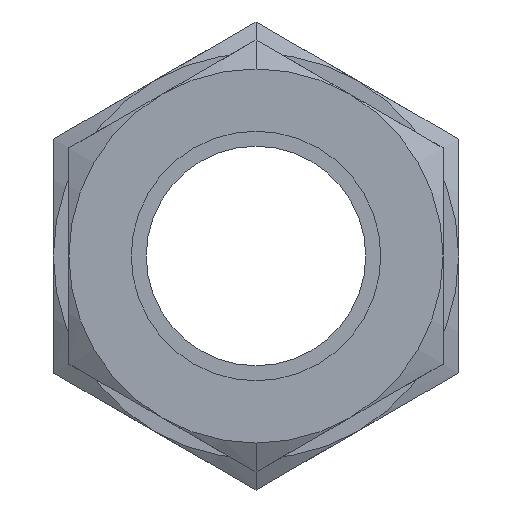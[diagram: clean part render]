
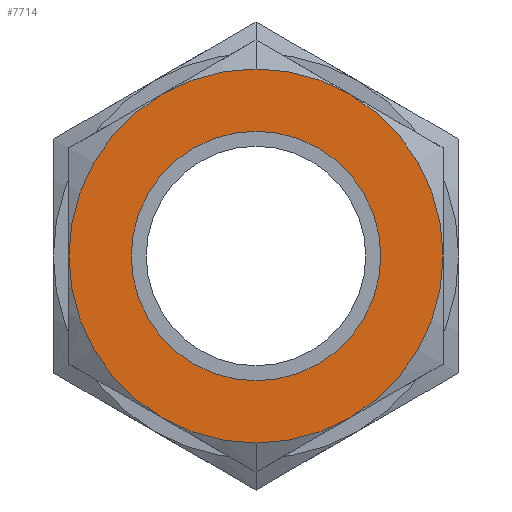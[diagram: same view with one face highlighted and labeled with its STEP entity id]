
A CAD part, left-side view. The second image highlights one B-rep face of the part: STEP entity #7714.
In plain terms, the highlighted planar face has unit normal (-1, 0, 0).
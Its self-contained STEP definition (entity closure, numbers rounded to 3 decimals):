
#315 = AXIS2_PLACEMENT_3D ( 'NONE', #8088, #7927, #3688 ) ;
#461 = AXIS2_PLACEMENT_3D ( 'NONE', #596, #7293, #5835 ) ;
#565 = FACE_OUTER_BOUND ( 'NONE', #3152, .T. ) ;
#596 = CARTESIAN_POINT ( 'NONE',  ( 0., 0., 0. ) ) ;
#671 = CARTESIAN_POINT ( 'NONE',  ( 0., 0., 9.525 ) ) ;
#1091 = CIRCLE ( 'NONE', #6251, 19.05 ) ;
#1333 = EDGE_CURVE ( 'NONE', #6130, #2927, #8454, .T. ) ;
#1628 = CARTESIAN_POINT ( 'NONE',  ( 0., 0., -19.05 ) ) ;
#1682 = ORIENTED_EDGE ( 'NONE', *, *, #9191, .T. ) ;
#1722 = DIRECTION ( 'NONE',  ( 0., 0., 1. ) ) ;
#1805 = DIRECTION ( 'NONE',  ( 0., 0., -1. ) ) ;
#1917 = VERTEX_POINT ( 'NONE', #4032 ) ;
#2038 = CIRCLE ( 'NONE', #461, 12.7 ) ;
#2040 = PLANE ( 'NONE',  #8749 ) ;
#2143 = DIRECTION ( 'NONE',  ( 0., 0., 1. ) ) ;
#2504 = CARTESIAN_POINT ( 'NONE',  ( 0., 0., 0. ) ) ;
#2580 = CARTESIAN_POINT ( 'NONE',  ( 0., 0., 0. ) ) ;
#2864 = CARTESIAN_POINT ( 'NONE',  ( 0., 0., 19.05 ) ) ;
#2927 = VERTEX_POINT ( 'NONE', #2864 ) ;
#3152 = EDGE_LOOP ( 'NONE', ( #6217, #6666 ) ) ;
#3688 = DIRECTION ( 'NONE',  ( 0., 0., 1. ) ) ;
#3746 = AXIS2_PLACEMENT_3D ( 'NONE', #2580, #8375, #1805 ) ;
#3849 = ORIENTED_EDGE ( 'NONE', *, *, #9153, .T. ) ;
#4032 = CARTESIAN_POINT ( 'NONE',  ( 0., 0., 12.7 ) ) ;
#5018 = DIRECTION ( 'NONE',  ( -1., 0., 0. ) ) ;
#5835 = DIRECTION ( 'NONE',  ( 0., 0., -1. ) ) ;
#6130 = VERTEX_POINT ( 'NONE', #1628 ) ;
#6217 = ORIENTED_EDGE ( 'NONE', *, *, #9074, .F. ) ;
#6251 = AXIS2_PLACEMENT_3D ( 'NONE', #2504, #7044, #1722 ) ;
#6666 = ORIENTED_EDGE ( 'NONE', *, *, #1333, .F. ) ;
#7044 = DIRECTION ( 'NONE',  ( 1., 0., 0. ) ) ;
#7293 = DIRECTION ( 'NONE',  ( 1., 0., 0. ) ) ;
#7507 = CIRCLE ( 'NONE', #315, 12.7 ) ;
#7714 = ADVANCED_FACE ( 'NONE', ( #7949, #565 ), #2040, .T. ) ;
#7927 = DIRECTION ( 'NONE',  ( 1., 0., 0. ) ) ;
#7949 = FACE_BOUND ( 'NONE', #8204, .T. ) ;
#7963 = CARTESIAN_POINT ( 'NONE',  ( 0., 0., -12.7 ) ) ;
#8088 = CARTESIAN_POINT ( 'NONE',  ( 0., 0., 0. ) ) ;
#8204 = EDGE_LOOP ( 'NONE', ( #3849, #1682 ) ) ;
#8375 = DIRECTION ( 'NONE',  ( 1., 0., 0. ) ) ;
#8454 = CIRCLE ( 'NONE', #3746, 19.05 ) ;
#8749 = AXIS2_PLACEMENT_3D ( 'NONE', #671, #5018, #2143 ) ;
#9074 = EDGE_CURVE ( 'NONE', #2927, #6130, #1091, .T. ) ;
#9153 = EDGE_CURVE ( 'NONE', #9619, #1917, #2038, .T. ) ;
#9191 = EDGE_CURVE ( 'NONE', #1917, #9619, #7507, .T. ) ;
#9619 = VERTEX_POINT ( 'NONE', #7963 ) ;
